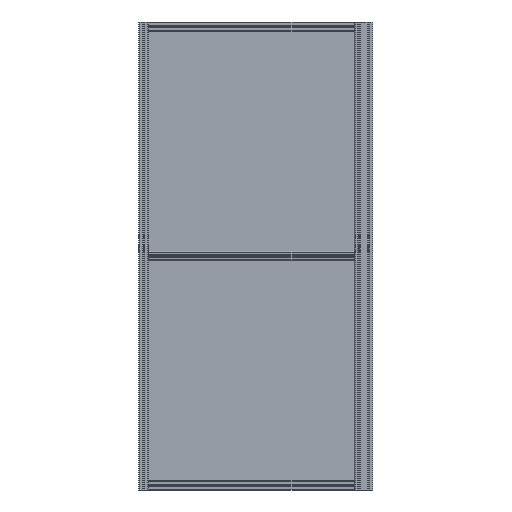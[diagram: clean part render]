
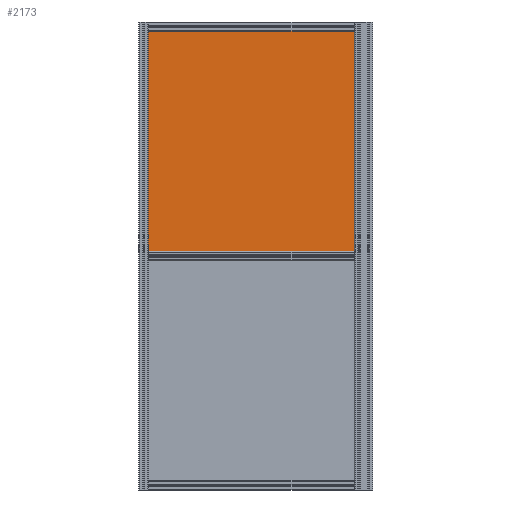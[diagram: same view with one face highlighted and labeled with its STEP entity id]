
A CAD part, front view. The second image highlights one B-rep face of the part: STEP entity #2173.
In plain terms, the highlighted face is planar.
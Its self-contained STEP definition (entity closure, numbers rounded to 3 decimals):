
#2173=ADVANCED_FACE('',(#3749),#3750,.T.);
#3749=FACE_OUTER_BOUND('',#7029,.T.);
#3750=PLANE('',#7030);
#7029=EDGE_LOOP('',(#10328,#10329,#10330,#10331));
#7030=AXIS2_PLACEMENT_3D('',#10332,#10333,#10334);
#10328=ORIENTED_EDGE('',*,*,#24180,.F.);
#10329=ORIENTED_EDGE('',*,*,#24178,.F.);
#10330=ORIENTED_EDGE('',*,*,#24172,.F.);
#10331=ORIENTED_EDGE('',*,*,#24175,.F.);
#10332=CARTESIAN_POINT('',(0.0,0.0,-2.0));
#10333=DIRECTION('',(0.0,0.0,-1.0));
#10334=DIRECTION('',(-1.0,0.0,0.0));
#24172=EDGE_CURVE('',#28793,#28788,#28795,.T.);
#24175=EDGE_CURVE('',#28798,#28793,#28800,.T.);
#24178=EDGE_CURVE('',#28788,#28801,#28805,.T.);
#24180=EDGE_CURVE('',#28801,#28798,#28807,.T.);
#28788=VERTEX_POINT('',#36504);
#28793=VERTEX_POINT('',#36511);
#28795=LINE('',#36514,#36515);
#28798=VERTEX_POINT('',#36519);
#28800=LINE('',#36522,#36523);
#28801=VERTEX_POINT('',#36524);
#28805=LINE('',#36530,#36531);
#28807=LINE('',#36534,#36535);
#36504=CARTESIAN_POINT('',(-450.0,-480.0,-2.0));
#36511=CARTESIAN_POINT('',(-450.0,480.0,-2.0));
#36514=CARTESIAN_POINT('',(-450.0,0.0,-2.0));
#36515=VECTOR('',#49678,1.0);
#36519=CARTESIAN_POINT('',(450.0,480.0,-2.0));
#36522=CARTESIAN_POINT('',(0.0,480.0,-2.0));
#36523=VECTOR('',#49681,1.0);
#36524=CARTESIAN_POINT('',(450.0,-480.0,-2.0));
#36530=CARTESIAN_POINT('',(0.0,-480.0,-2.0));
#36531=VECTOR('',#49684,1.0);
#36534=CARTESIAN_POINT('',(450.0,0.0,-2.0));
#36535=VECTOR('',#49686,1.0);
#49678=DIRECTION('',(0.0,-1.0,0.0));
#49681=DIRECTION('',(-1.0,0.0,0.0));
#49684=DIRECTION('',(1.0,0.0,0.0));
#49686=DIRECTION('',(0.0,1.0,0.0));
